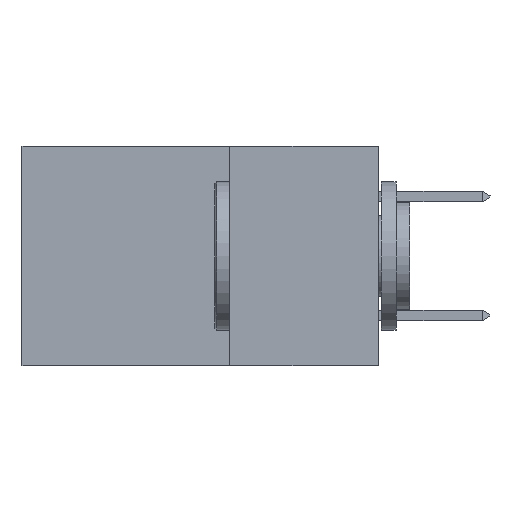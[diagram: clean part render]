
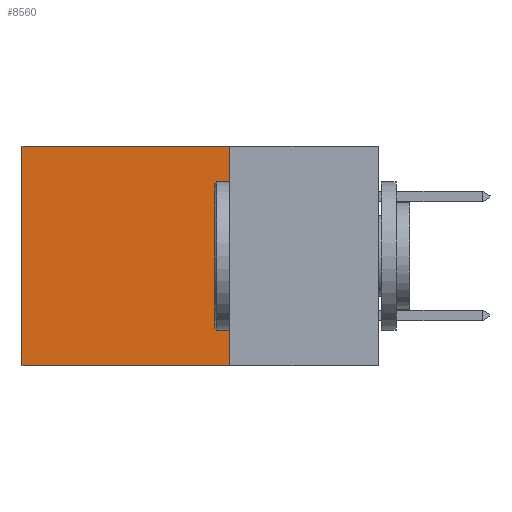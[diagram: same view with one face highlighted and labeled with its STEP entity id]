
A CAD part, left-side view. The second image highlights one B-rep face of the part: STEP entity #8560.
In plain terms, the highlighted planar face has unit normal (-1, 0, 0).
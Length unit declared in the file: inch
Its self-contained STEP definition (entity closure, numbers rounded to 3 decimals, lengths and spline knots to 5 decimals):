
#388 = DIRECTION ( 'NONE',  ( 0., 0., -1. ) ) ;
#1643 = VECTOR ( 'NONE', #388, 39.37008 ) ;
#1980 = VERTEX_POINT ( 'NONE', #7095 ) ;
#2610 = CARTESIAN_POINT ( 'NONE',  ( 0.2615, 0.6, 0. ) ) ;
#4379 = VERTEX_POINT ( 'NONE', #10356 ) ;
#5205 = PLANE ( 'NONE',  #14426 ) ;
#6244 = VERTEX_POINT ( 'NONE', #2610 ) ;
#6431 = CARTESIAN_POINT ( 'NONE',  ( 0.2615, 0.25, 0. ) ) ;
#6544 = DIRECTION ( 'NONE',  ( 0., 1., 0. ) ) ;
#7095 = CARTESIAN_POINT ( 'NONE',  ( 0.2615, 0.6, -0.37 ) ) ;
#7915 = CARTESIAN_POINT ( 'NONE',  ( 0.2615, 0.6, -0.37 ) ) ;
#8049 = LINE ( 'NONE', #10990, #15554 ) ;
#8533 = EDGE_CURVE ( 'NONE', #4379, #1980, #8049, .T. ) ;
#8560 = ADVANCED_FACE ( 'NONE', ( #11976 ), #5205, .F. ) ;
#9386 = EDGE_CURVE ( 'NONE', #9490, #4379, #15154, .T. ) ;
#9490 = VERTEX_POINT ( 'NONE', #16738 ) ;
#10262 = DIRECTION ( 'NONE',  ( 0., 0., -1. ) ) ;
#10356 = CARTESIAN_POINT ( 'NONE',  ( 0.2615, 0.25, -0.37 ) ) ;
#10539 = ORIENTED_EDGE ( 'NONE', *, *, #9386, .F. ) ;
#10640 = CARTESIAN_POINT ( 'NONE',  ( 0.2615, 0.25, -0.37 ) ) ;
#10755 = ORIENTED_EDGE ( 'NONE', *, *, #8533, .F. ) ;
#10990 = CARTESIAN_POINT ( 'NONE',  ( 0.2615, 0.25, -0.37 ) ) ;
#11450 = DIRECTION ( 'NONE',  ( 0., 1., 0. ) ) ;
#11645 = VECTOR ( 'NONE', #10262, 39.37008 ) ;
#11976 = FACE_OUTER_BOUND ( 'NONE', #16023, .T. ) ;
#12295 = ORIENTED_EDGE ( 'NONE', *, *, #16232, .T. ) ;
#12771 = EDGE_CURVE ( 'NONE', #6244, #1980, #13343, .T. ) ;
#13343 = LINE ( 'NONE', #7915, #11645 ) ;
#14106 = LINE ( 'NONE', #6431, #14759 ) ;
#14426 = AXIS2_PLACEMENT_3D ( 'NONE', #10640, #16060, #14726 ) ;
#14726 = DIRECTION ( 'NONE',  ( 0., 0., -1. ) ) ;
#14759 = VECTOR ( 'NONE', #11450, 39.37008 ) ;
#15154 = LINE ( 'NONE', #16129, #1643 ) ;
#15474 = ORIENTED_EDGE ( 'NONE', *, *, #12771, .T. ) ;
#15554 = VECTOR ( 'NONE', #6544, 39.37008 ) ;
#16023 = EDGE_LOOP ( 'NONE', ( #15474, #10755, #10539, #12295 ) ) ;
#16060 = DIRECTION ( 'NONE',  ( 1., 0., 0. ) ) ;
#16129 = CARTESIAN_POINT ( 'NONE',  ( 0.2615, 0.25, -0.37 ) ) ;
#16232 = EDGE_CURVE ( 'NONE', #9490, #6244, #14106, .T. ) ;
#16738 = CARTESIAN_POINT ( 'NONE',  ( 0.2615, 0.25, 0. ) ) ;
